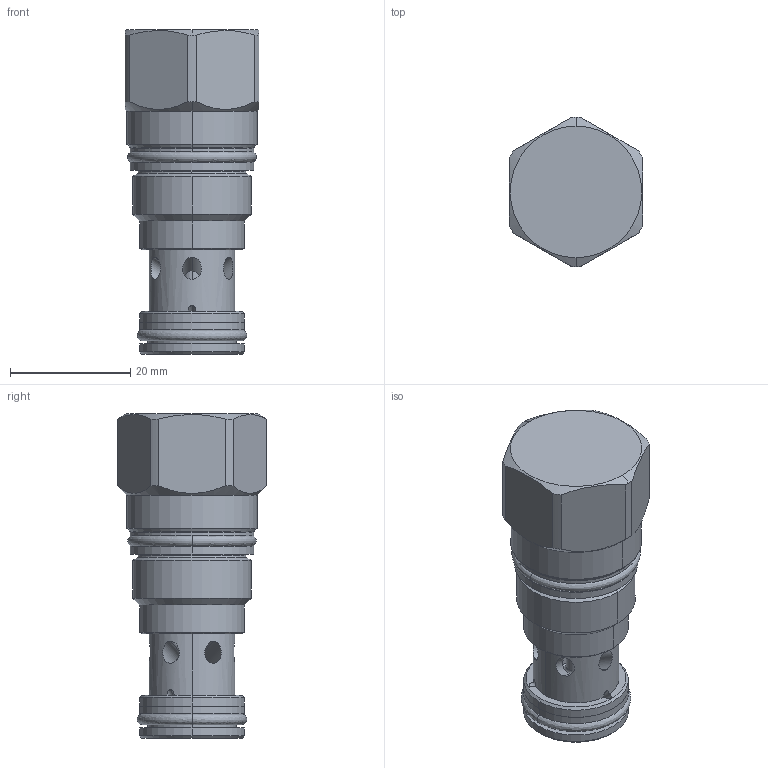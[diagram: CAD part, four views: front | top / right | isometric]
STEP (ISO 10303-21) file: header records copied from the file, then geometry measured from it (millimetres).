
FILE_DESCRIPTION((''),'2;1');
FILE_NAME('CNCC-XCN_PRT','2015-09-23T',('Administrator'),(''),'PRO/ENGINEER BY PARAMETRIC TECHNOLOGY CORPORATION, 2006240','PRO/ENGINEER BY PARAMETRIC TECHNOLOGY CORPORATION, 2006240','');
FILE_SCHEMA(('CONFIG_CONTROL_DESIGN'));
Length unit declared in the file: inch
Products named in the file (1): CNCC-XCN_PRT
Bounding box: 22.23 x 24.84 x 53.87 mm (x, y, z)
Volume: 15211.9 mm3; surface area: 6057.4 mm2
Topology: 3 solids, 3 shells, 159 faces, 398 edges, 250 vertices
Faces by surface type: cylinder 66, plane 39, cone 24, torus 18, revolution 8, sphere 4
Entity records: 6100 total; most frequent: CARTESIAN_POINT 2248, ORIENTED_EDGE 796, DIRECTION 795, EDGE_CURVE 398, AXIS2_PLACEMENT_3D 330, VERTEX_POINT 250, EDGE_LOOP 186, CIRCLE 179
